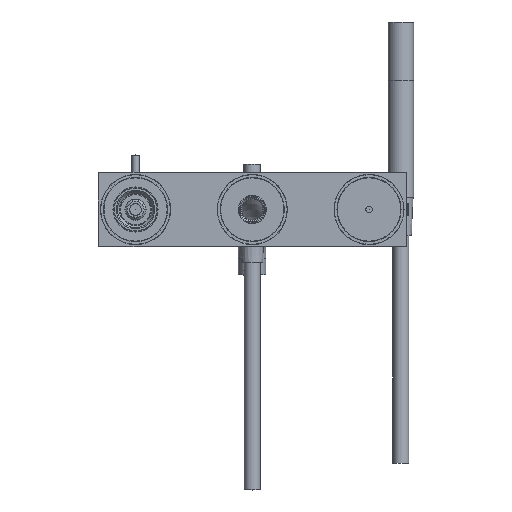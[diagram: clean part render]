
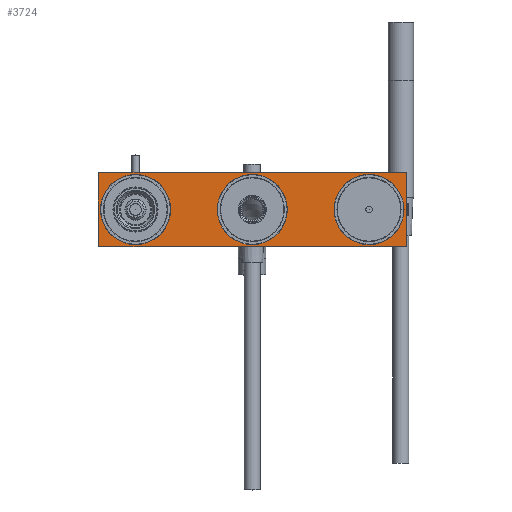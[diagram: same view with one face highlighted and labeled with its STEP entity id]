
A CAD part, top view. The second image highlights one B-rep face of the part: STEP entity #3724.
In plain terms, the highlighted planar face has unit normal (0, 0, 1).
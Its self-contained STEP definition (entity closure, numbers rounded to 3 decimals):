
#140=LINE('',#5440,#257);
#141=LINE('',#5445,#258);
#142=LINE('',#5449,#259);
#143=LINE('',#5453,#260);
#257=VECTOR('',#4444,1000.);
#258=VECTOR('',#4447,1000.);
#259=VECTOR('',#4450,1000.);
#260=VECTOR('',#4453,1000.);
#562=ORIENTED_EDGE('',*,*,#1243,.F.);
#563=ORIENTED_EDGE('',*,*,#1244,.T.);
#564=ORIENTED_EDGE('',*,*,#1245,.T.);
#565=ORIENTED_EDGE('',*,*,#1246,.F.);
#566=ORIENTED_EDGE('',*,*,#1247,.T.);
#567=ORIENTED_EDGE('',*,*,#1248,.F.);
#568=ORIENTED_EDGE('',*,*,#1249,.T.);
#569=ORIENTED_EDGE('',*,*,#1250,.F.);
#570=ORIENTED_EDGE('',*,*,#1251,.T.);
#571=ORIENTED_EDGE('',*,*,#1252,.F.);
#572=ORIENTED_EDGE('',*,*,#1253,.T.);
#1243=EDGE_CURVE('',#1678,#1678,#2021,.F.);
#1244=EDGE_CURVE('',#1679,#1679,#2022,.T.);
#1245=EDGE_CURVE('',#1680,#1680,#2023,.T.);
#1246=EDGE_CURVE('',#1681,#1682,#140,.T.);
#1247=EDGE_CURVE('',#1681,#1683,#2024,.F.);
#1248=EDGE_CURVE('',#1684,#1683,#141,.T.);
#1249=EDGE_CURVE('',#1684,#1685,#2025,.F.);
#1250=EDGE_CURVE('',#1686,#1685,#142,.T.);
#1251=EDGE_CURVE('',#1686,#1687,#2026,.F.);
#1252=EDGE_CURVE('',#1688,#1687,#143,.T.);
#1253=EDGE_CURVE('',#1688,#1682,#2027,.F.);
#1678=VERTEX_POINT('',#5435);
#1679=VERTEX_POINT('',#5437);
#1680=VERTEX_POINT('',#5439);
#1681=VERTEX_POINT('',#5441);
#1682=VERTEX_POINT('',#5442);
#1683=VERTEX_POINT('',#5444);
#1684=VERTEX_POINT('',#5446);
#1685=VERTEX_POINT('',#5448);
#1686=VERTEX_POINT('',#5450);
#1687=VERTEX_POINT('',#5452);
#1688=VERTEX_POINT('',#5454);
#2021=CIRCLE('',#3956,33.);
#2022=CIRCLE('',#3957,33.);
#2023=CIRCLE('',#3958,33.);
#2024=CIRCLE('',#3959,0.5);
#2025=CIRCLE('',#3960,0.5);
#2026=CIRCLE('',#3961,0.5);
#2027=CIRCLE('',#3962,0.5);
#2272=EDGE_LOOP('',(#562));
#2273=EDGE_LOOP('',(#563));
#2274=EDGE_LOOP('',(#564));
#2275=EDGE_LOOP('',(#565,#566,#567,#568,#569,#570,#571,#572));
#2686=FACE_BOUND('',#2272,.T.);
#2687=FACE_BOUND('',#2273,.T.);
#2688=FACE_BOUND('',#2274,.T.);
#2689=FACE_BOUND('',#2275,.T.);
#3081=PLANE('',#3955);
#3724=ADVANCED_FACE('',(#2686,#2687,#2688,#2689),#3081,.F.);
#3955=AXIS2_PLACEMENT_3D('',#5433,#4436,#4437);
#3956=AXIS2_PLACEMENT_3D('',#5434,#4438,#4439);
#3957=AXIS2_PLACEMENT_3D('',#5436,#4440,#4441);
#3958=AXIS2_PLACEMENT_3D('',#5438,#4442,#4443);
#3959=AXIS2_PLACEMENT_3D('',#5443,#4445,#4446);
#3960=AXIS2_PLACEMENT_3D('',#5447,#4448,#4449);
#3961=AXIS2_PLACEMENT_3D('',#5451,#4451,#4452);
#3962=AXIS2_PLACEMENT_3D('',#5455,#4454,#4455);
#4436=DIRECTION('',(0.,0.,-1.));
#4437=DIRECTION('',(0.,-1.,0.));
#4438=DIRECTION('',(0.,0.,-1.));
#4439=DIRECTION('',(0.,-1.,0.));
#4440=DIRECTION('',(0.,0.,-1.));
#4441=DIRECTION('',(0.,-1.,0.));
#4442=DIRECTION('',(0.,0.,-1.));
#4443=DIRECTION('',(0.,-1.,0.));
#4444=DIRECTION('',(-1.,0.,0.));
#4445=DIRECTION('',(0.,0.,-1.));
#4446=DIRECTION('',(0.,-1.,0.));
#4447=DIRECTION('',(0.,-1.,0.));
#4448=DIRECTION('',(0.,0.,-1.));
#4449=DIRECTION('',(0.,-1.,0.));
#4450=DIRECTION('',(1.,0.,0.));
#4451=DIRECTION('',(0.,0.,-1.));
#4452=DIRECTION('',(0.,-1.,0.));
#4453=DIRECTION('',(0.,1.,0.));
#4454=DIRECTION('',(0.,0.,-1.));
#4455=DIRECTION('',(0.,-1.,0.));
#5433=CARTESIAN_POINT('',(75.,0.,-7.5));
#5434=CARTESIAN_POINT('',(220.,0.,-7.5));
#5435=CARTESIAN_POINT('',(220.,-33.,-7.5));
#5436=CARTESIAN_POINT('',(110.,0.,-7.5));
#5437=CARTESIAN_POINT('',(110.,-33.,-7.5));
#5438=CARTESIAN_POINT('',(0.,0.,-7.5));
#5439=CARTESIAN_POINT('',(0.,-33.,-7.5));
#5440=CARTESIAN_POINT('',(180.,-35.,-7.5));
#5441=CARTESIAN_POINT('',(254.5,-35.,-7.5));
#5442=CARTESIAN_POINT('',(-34.5,-35.,-7.5));
#5443=CARTESIAN_POINT('',(254.5,-34.5,-7.5));
#5444=CARTESIAN_POINT('',(255.,-34.5,-7.5));
#5445=CARTESIAN_POINT('',(255.,30.,-7.5));
#5446=CARTESIAN_POINT('',(255.,34.5,-7.5));
#5447=CARTESIAN_POINT('',(254.5,34.5,-7.5));
#5448=CARTESIAN_POINT('',(254.5,35.,-7.5));
#5449=CARTESIAN_POINT('',(-30.,35.,-7.5));
#5450=CARTESIAN_POINT('',(-34.5,35.,-7.5));
#5451=CARTESIAN_POINT('',(-34.5,34.5,-7.5));
#5452=CARTESIAN_POINT('',(-35.,34.5,-7.5));
#5453=CARTESIAN_POINT('',(-35.,-30.,-7.5));
#5454=CARTESIAN_POINT('',(-35.,-34.5,-7.5));
#5455=CARTESIAN_POINT('',(-34.5,-34.5,-7.5));
